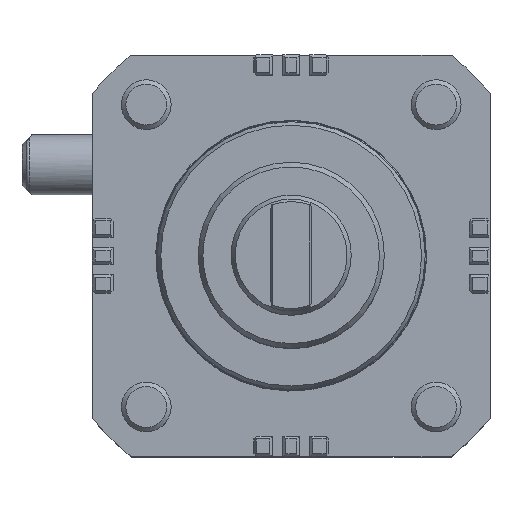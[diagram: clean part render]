
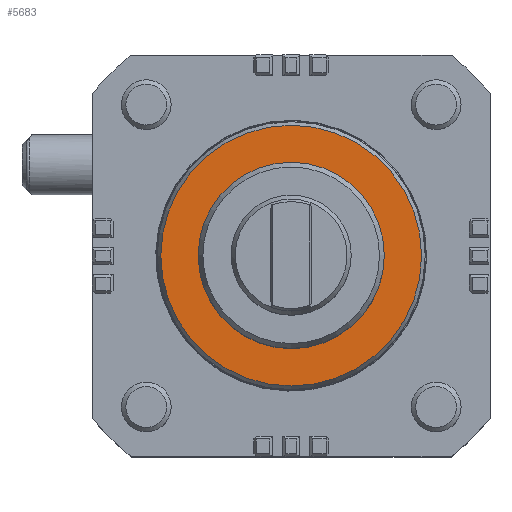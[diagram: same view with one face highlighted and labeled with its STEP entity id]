
A CAD part, top view. The second image highlights one B-rep face of the part: STEP entity #5683.
In plain terms, the highlighted planar face has unit normal (0, 0, 1).
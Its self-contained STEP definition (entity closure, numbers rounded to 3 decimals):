
#156=FACE_BOUND('',#1011,.T.);
#353=PLANE('',#6271);
#663=FACE_OUTER_BOUND('',#1010,.T.);
#1010=EDGE_LOOP('',(#5222));
#1011=EDGE_LOOP('',(#5223));
#1253=CIRCLE('',#6260,22.475);
#1259=CIRCLE('',#6270,31.484);
#2813=VERTEX_POINT('',#10126);
#2819=VERTEX_POINT('',#10145);
#3627=EDGE_CURVE('',#2813,#2813,#1253,.T.);
#3637=EDGE_CURVE('',#2819,#2819,#1259,.T.);
#5222=ORIENTED_EDGE('',*,*,#3637,.F.);
#5223=ORIENTED_EDGE('',*,*,#3627,.T.);
#5683=ADVANCED_FACE('',(#663,#156),#353,.T.);
#6260=AXIS2_PLACEMENT_3D('',#10127,#7882,#7883);
#6270=AXIS2_PLACEMENT_3D('',#10147,#7906,#7907);
#6271=AXIS2_PLACEMENT_3D('',#10148,#7908,#7909);
#7882=DIRECTION('center_axis',(0.,0.,
-1.));
#7883=DIRECTION('ref_axis',(0.,-1.,0.));
#7906=DIRECTION('center_axis',(0.,0.,
-1.));
#7907=DIRECTION('ref_axis',(0.,1.,0.));
#7908=DIRECTION('center_axis',(0.,0.,
1.));
#7909=DIRECTION('ref_axis',(1.,0.,0.));
#10126=CARTESIAN_POINT('',(0.,22.475,32.));
#10127=CARTESIAN_POINT('Origin',(0.,0.,
32.));
#10145=CARTESIAN_POINT('',(0.,-31.484,32.));
#10147=CARTESIAN_POINT('Origin',(0.,0.,
32.));
#10148=CARTESIAN_POINT('Origin',(0.,-27.413,32.));
